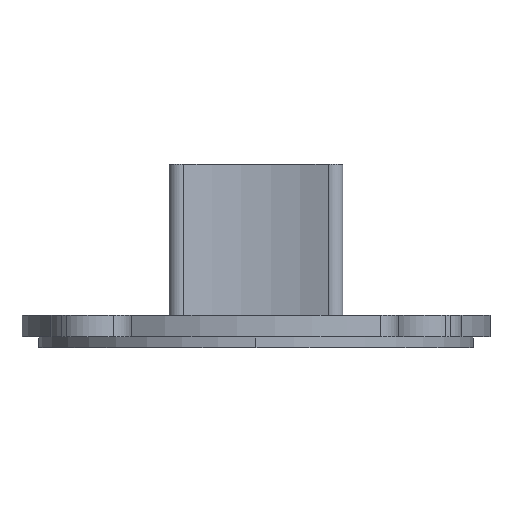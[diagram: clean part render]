
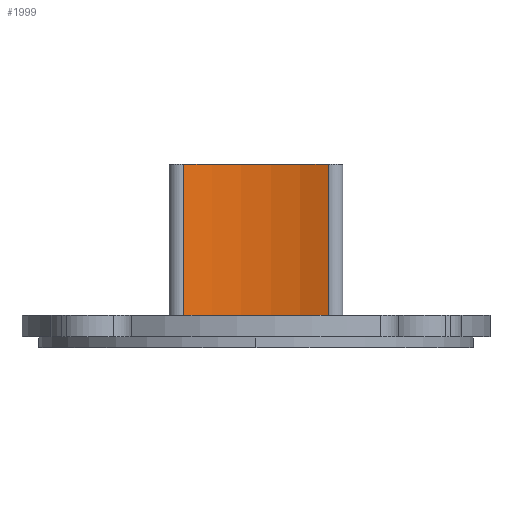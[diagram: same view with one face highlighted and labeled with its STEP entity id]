
A CAD part, left-side view. The second image highlights one B-rep face of the part: STEP entity #1999.
In plain terms, the highlighted cylindrical face has radius 9 mm (diameter 18 mm), a partial arc.
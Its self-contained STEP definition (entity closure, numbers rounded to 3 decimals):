
#219=CARTESIAN_POINT('',(0.,0.,0.75));
#220=DIRECTION('',(0.,0.,1.));
#221=DIRECTION('',(0.93,-0.368,0.));
#222=AXIS2_PLACEMENT_3D('',#219,#220,#221);
#554=CARTESIAN_POINT('',(0.,0.,7.7));
#555=DIRECTION('',(0.,0.,-1.));
#556=DIRECTION('',(0.93,0.368,0.));
#557=AXIS2_PLACEMENT_3D('',#554,#555,#556);
#744=DIRECTION('',(0.,0.,-1.));
#745=VECTOR('',#744,6.95);
#746=CARTESIAN_POINT('',(8.367,3.316,7.7));
#747=LINE('',#746,#745);
#748=DIRECTION('',(0.,0.,-1.));
#749=VECTOR('',#748,6.95);
#750=CARTESIAN_POINT('',(8.367,-3.316,7.7));
#751=LINE('',#750,#749);
#912=CARTESIAN_POINT('',(8.367,3.316,7.7));
#913=VERTEX_POINT('',#912);
#914=CARTESIAN_POINT('',(8.367,3.316,0.75));
#915=VERTEX_POINT('',#914);
#916=CARTESIAN_POINT('',(8.367,-3.316,7.7));
#917=CARTESIAN_POINT('',(8.367,-3.316,0.75));
#918=VERTEX_POINT('',#916);
#919=VERTEX_POINT('',#917);
#1988=CARTESIAN_POINT('',(0.,0.,0.75));
#1989=DIRECTION('',(0.,0.,1.));
#1990=DIRECTION('',(0.,-1.,0.));
#1991=AXIS2_PLACEMENT_3D('',#1988,#1989,#1990);
#1992=CYLINDRICAL_SURFACE('',#1991,9.);
#1993=ORIENTED_EDGE('',*,*,#1742,.F.);
#1994=ORIENTED_EDGE('',*,*,#1712,.T.);
#1995=ORIENTED_EDGE('',*,*,#1980,.T.);
#1996=ORIENTED_EDGE('',*,*,#1161,.T.);
#1997=EDGE_LOOP('',(#1993,#1994,#1995,#1996));
#1998=FACE_OUTER_BOUND('',#1997,.F.);
#1999=ADVANCED_FACE('',(#1998),#1992,.F.);
#223=CIRCLE('',#222,9.);
#558=CIRCLE('',#557,9.);
#1161=EDGE_CURVE('',#919,#915,#223,.T.);
#1712=EDGE_CURVE('',#913,#918,#558,.T.);
#1742=EDGE_CURVE('',#913,#915,#747,.T.);
#1980=EDGE_CURVE('',#918,#919,#751,.T.);
